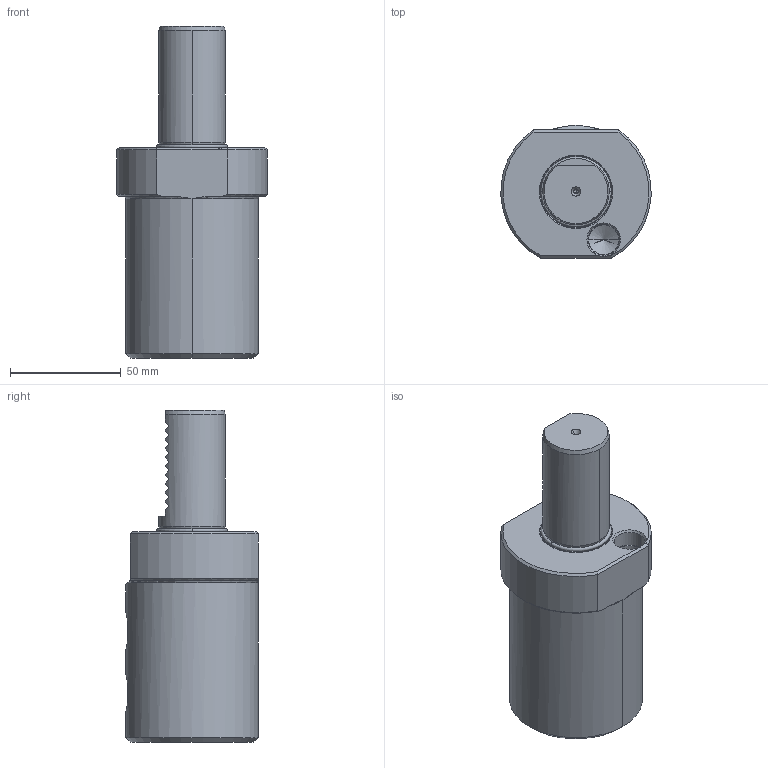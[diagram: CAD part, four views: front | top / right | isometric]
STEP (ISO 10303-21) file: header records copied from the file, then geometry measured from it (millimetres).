
FILE_DESCRIPTION((''),'2;1');
FILE_NAME('309_51_40','2020-09-29T',('101107'),(''),'CREO PARAMETRIC BY PTC INC, 2016260','CREO PARAMETRIC BY PTC INC, 2016260','');
FILE_SCHEMA(('CONFIG_CONTROL_DESIGN'));
Length unit declared in the file: millimetre
Products named in the file (1): 309_51_40
Bounding box: 67.89 x 60 x 150 mm (x, y, z)
Volume: 208312.5 mm3; surface area: 42367.1 mm2
Topology: 1 solids, 1 shells, 174 faces, 443 edges, 275 vertices
Faces by surface type: plane 73, cone 55, cylinder 36, torus 10
Entity records: 5896 total; most frequent: CARTESIAN_POINT 1850, ORIENTED_EDGE 874, DIRECTION 782, EDGE_CURVE 437, AXIS2_PLACEMENT_3D 307, VERTEX_POINT 275, EDGE_LOOP 186, FACE_OUTER_BOUND 174
